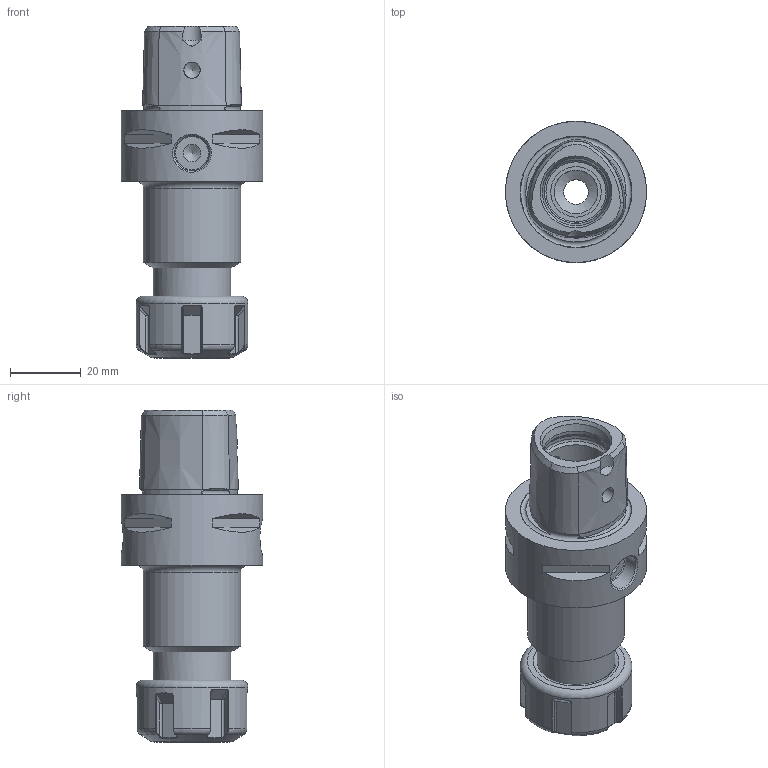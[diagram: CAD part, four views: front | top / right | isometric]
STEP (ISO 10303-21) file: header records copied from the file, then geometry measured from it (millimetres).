
FILE_DESCRIPTION(/* description */ (''),/* implementation_level */ '2;1');
FILE_NAME(/* name */ 'C4.02,10.stp',/* time_stamp */ '2024-04-18T08:24:42+02:00',/* author */ ('cad'),/* organization */ (''),/* preprocessor_version */ 'ST-DEVELOPER v18.1',/* originating_system */ 'Autodesk Inventor 2021',/* authorisation */ '');
FILE_SCHEMA (('AUTOMOTIVE_DESIGN { 1 0 10303 214 3 1 1 }'));
Length unit declared in the file: inch
Products named in the file (1): 04_10_2_70_Kemmler_Shrinkwrap_1
Bounding box: 40 x 40 x 94 mm (x, y, z)
Volume: 52826.2 mm3; surface area: 17360 mm2
Topology: 1 solids, 1 shells, 250 faces, 641 edges, 401 vertices
Faces by surface type: plane 66, cylinder 65, bspline 65, cone 35, torus 19
Full cylindrical faces by diameter (mm): 4.6 x2, 5 x1, 6.917 x1, 9 x1, 10 x1, 11 x1, 12.376 x1, 12.59 x1, 14.3 x1, 17 x1, 18 x2, 20 x1, 20.401 x1, 22 x3, 23 x1, 27.5 x1, 31.7 x1, 40 x1
Entity records: 14565 total; most frequent: CARTESIAN_POINT 8583, ORIENTED_EDGE 1278, DIRECTION 1049, EDGE_CURVE 639, AXIS2_PLACEMENT_3D 408, VERTEX_POINT 402, EDGE_LOOP 267, FACE_OUTER_BOUND 250
